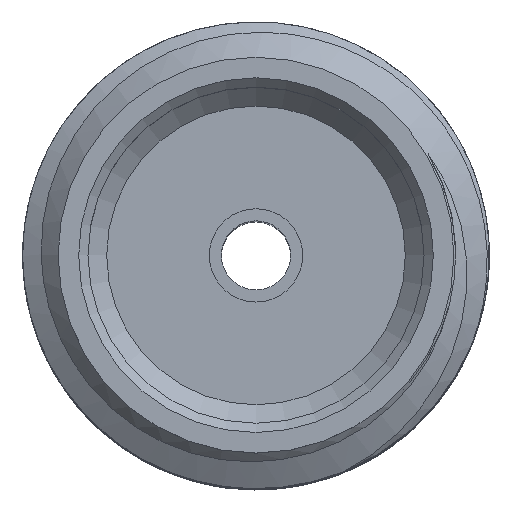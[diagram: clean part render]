
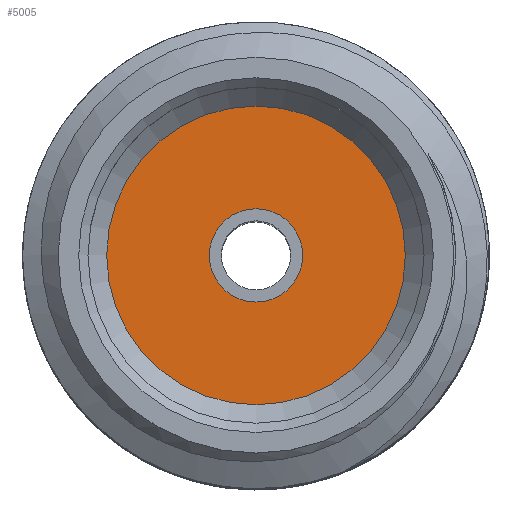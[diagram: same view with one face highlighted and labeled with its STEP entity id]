
A CAD part, top view. The second image highlights one B-rep face of the part: STEP entity #5005.
In plain terms, the highlighted planar face has unit normal (0, 0, 1).
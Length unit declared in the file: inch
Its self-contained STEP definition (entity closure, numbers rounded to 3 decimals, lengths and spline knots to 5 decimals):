
#970 = CIRCLE ( 'NONE', #7290, 0.08 ) ;
#1743 = CARTESIAN_POINT ( 'NONE',  ( 0.08, 0., -0.08 ) ) ;
#2316 = DIRECTION ( 'NONE',  ( 0., 0., 1. ) ) ;
#2915 = FACE_BOUND ( 'NONE', #9034, .T. ) ;
#4149 = EDGE_CURVE ( 'NONE', #14412, #14412, #970, .T. ) ;
#4787 = CARTESIAN_POINT ( 'NONE',  ( 0., 0., -0.08 ) ) ;
#4847 = FACE_OUTER_BOUND ( 'NONE', #13988, .T. ) ;
#5005 = ADVANCED_FACE ( 'NONE', ( #2915, #4847 ), #17459, .T. ) ;
#5020 = DIRECTION ( 'NONE',  ( 1., 0., 0. ) ) ;
#5041 = DIRECTION ( 'NONE',  ( 1., 0., 0. ) ) ;
#5437 = AXIS2_PLACEMENT_3D ( 'NONE', #14750, #13302, #5041 ) ;
#5665 = EDGE_CURVE ( 'NONE', #17020, #17020, #8086, .T. ) ;
#6694 = ORIENTED_EDGE ( 'NONE', *, *, #5665, .F. ) ;
#7290 = AXIS2_PLACEMENT_3D ( 'NONE', #4787, #13279, #5020 ) ;
#8086 = CIRCLE ( 'NONE', #5437, 0.025 ) ;
#9034 = EDGE_LOOP ( 'NONE', ( #6694 ) ) ;
#10467 = CARTESIAN_POINT ( 'NONE',  ( 0., 0., -0.08 ) ) ;
#11139 = ORIENTED_EDGE ( 'NONE', *, *, #4149, .T. ) ;
#11395 = CARTESIAN_POINT ( 'NONE',  ( 0.025, 0., -0.08 ) ) ;
#13279 = DIRECTION ( 'NONE',  ( 0., 0., 1. ) ) ;
#13302 = DIRECTION ( 'NONE',  ( 0., 0., 1. ) ) ;
#13988 = EDGE_LOOP ( 'NONE', ( #11139 ) ) ;
#14412 = VERTEX_POINT ( 'NONE', #1743 ) ;
#14750 = CARTESIAN_POINT ( 'NONE',  ( 0., 0., -0.08 ) ) ;
#16877 = AXIS2_PLACEMENT_3D ( 'NONE', #10467, #2316, #17289 ) ;
#17020 = VERTEX_POINT ( 'NONE', #11395 ) ;
#17289 = DIRECTION ( 'NONE',  ( 1., 0., 0. ) ) ;
#17459 = PLANE ( 'NONE',  #16877 ) ;
